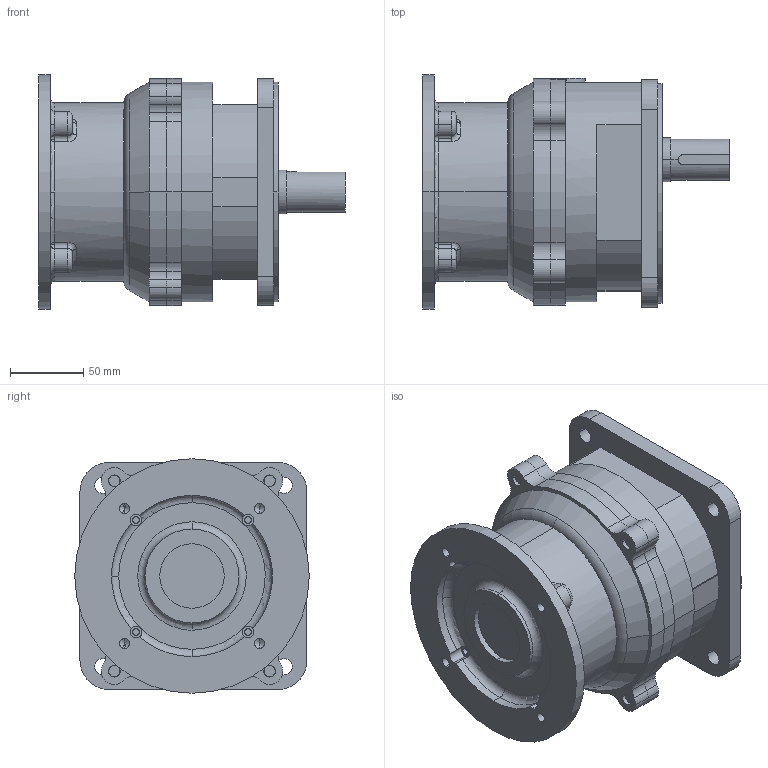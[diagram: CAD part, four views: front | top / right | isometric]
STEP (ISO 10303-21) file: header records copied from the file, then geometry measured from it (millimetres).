
FILE_DESCRIPTION(('STEP AP214'),'1');
FILE_NAME('EK2DO07885_2.stp','2024-02-28T06:36:07',(' '),(' '),'Spatial InterOp 3D',' ',' ');
FILE_SCHEMA(('automotive_design'));
Length unit declared in the file: millimetre
Products named in the file (3): EK2DO07885_2; EX2DO07864H001_F1VM_0.4KW_1; DKG1300369_____X_1
Assembly tree (2 placements, depth 2):
  EK2DO07885_2
    EX2DO07864H001_F1VM_0.4KW_1
    DKG1300369_____X_1
Bounding box: 209.5 x 160 x 160 mm (x, y, z)
Volume: 2373818.4 mm3; surface area: 256515.7 mm2
Topology: 8 solids, 11 shells, 461 faces, 1148 edges, 725 vertices
Faces by surface type: cylinder 201, plane 164, torus 39, cone 24, bspline 21, sphere 12
Entity records: 23802 total; most frequent: CARTESIAN_POINT 8857, DIRECTION 2428, ORIENTED_EDGE 2256, EDGE_CURVE 1128, AXIS2_PLACEMENT_3D 954, VERTEX_POINT 725, EDGE_LOOP 529, LINE 520
